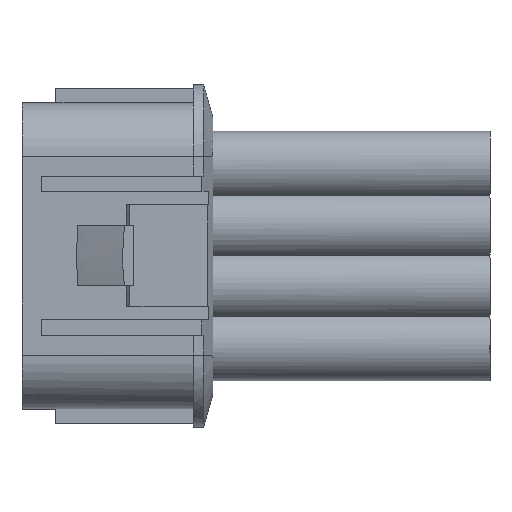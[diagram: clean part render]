
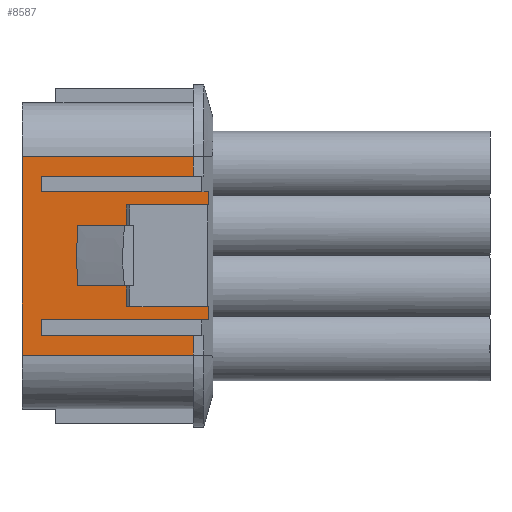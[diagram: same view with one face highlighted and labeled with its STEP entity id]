
A CAD part, top view. The second image highlights one B-rep face of the part: STEP entity #8587.
In plain terms, the highlighted planar face has unit normal (0, 0, 1).
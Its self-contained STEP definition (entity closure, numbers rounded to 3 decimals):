
#8536=AXIS2_PLACEMENT_3D('Plane Axis2P3D',#8533,#8534,#8535) ;
#668=CARTESIAN_POINT('Vertex',(-11.6,-6.1,12.35)) ;
#671=CARTESIAN_POINT('Line Origine',(-5.8,-6.1,12.35)) ;
#675=CARTESIAN_POINT('Vertex',(0.,-6.1,12.35)) ;
#715=CARTESIAN_POINT('Vertex',(1.188,-3.9,12.35)) ;
#718=CARTESIAN_POINT('Line Origine',(1.188,-4.4,12.35)) ;
#722=CARTESIAN_POINT('Vertex',(1.188,-4.9,12.35)) ;
#776=CARTESIAN_POINT('Vertex',(1.188,4.9,12.35)) ;
#779=CARTESIAN_POINT('Line Origine',(1.188,4.4,12.35)) ;
#783=CARTESIAN_POINT('Vertex',(1.188,3.9,12.35)) ;
#826=CARTESIAN_POINT('Vertex',(-11.6,-4.9,12.35)) ;
#829=CARTESIAN_POINT('Line Origine',(-11.6,-5.5,12.35)) ;
#857=CARTESIAN_POINT('Vertex',(-11.6,4.9,12.35)) ;
#860=CARTESIAN_POINT('Line Origine',(-5.206,4.9,12.35)) ;
#912=CARTESIAN_POINT('Vertex',(-5.125,-3.9,12.35)) ;
#915=CARTESIAN_POINT('Line Origine',(-1.969,-3.9,12.35)) ;
#983=CARTESIAN_POINT('Line Origine',(-11.6,5.5,12.35)) ;
#987=CARTESIAN_POINT('Vertex',(-11.6,6.1,12.35)) ;
#1007=CARTESIAN_POINT('Line Origine',(-5.125,-3.1,12.35)) ;
#1011=CARTESIAN_POINT('Vertex',(-5.125,-2.3,12.35)) ;
#1035=CARTESIAN_POINT('Vertex',(-8.817,2.3,12.35)) ;
#1056=CARTESIAN_POINT('Vertex',(-5.125,2.3,12.35)) ;
#1059=CARTESIAN_POINT('Line Origine',(-6.971,2.3,12.35)) ;
#1077=CARTESIAN_POINT('Vertex',(-5.125,3.9,12.35)) ;
#1080=CARTESIAN_POINT('Line Origine',(-5.125,3.1,12.35)) ;
#4182=CARTESIAN_POINT('Vertex',(-13.1,7.6,12.35)) ;
#4185=CARTESIAN_POINT('Line Origine',(-6.35,7.6,12.35)) ;
#4189=CARTESIAN_POINT('Vertex',(0.,7.6,12.35)) ;
#4407=CARTESIAN_POINT('Vertex',(-13.1,-7.6,12.35)) ;
#4410=CARTESIAN_POINT('Line Origine',(-13.1,0.,12.35)) ;
#7264=CARTESIAN_POINT('Vertex',(0.,-7.6,12.35)) ;
#7267=CARTESIAN_POINT('Line Origine',(-6.35,-7.6,12.35)) ;
#8308=CARTESIAN_POINT('Control Point',(-8.817,2.3,12.35)) ;
#8309=CARTESIAN_POINT('Control Point',(-8.87,1.842,12.35)) ;
#8310=CARTESIAN_POINT('Control Point',(-8.91,1.383,12.35)) ;
#8311=CARTESIAN_POINT('Control Point',(-8.937,0.922,12.35)) ;
#8312=CARTESIAN_POINT('Control Point',(-8.95,0.461,12.35)) ;
#8313=CARTESIAN_POINT('Control Point',(-8.95,0.,12.35)) ;
#8314=CARTESIAN_POINT('Vertex',(-8.95,0.,12.35)) ;
#8318=CARTESIAN_POINT('Control Point',(-8.95,0.,12.35)) ;
#8319=CARTESIAN_POINT('Control Point',(-8.95,-0.461,12.35)) ;
#8320=CARTESIAN_POINT('Control Point',(-8.937,-0.922,12.35)) ;
#8321=CARTESIAN_POINT('Control Point',(-8.91,-1.383,12.35)) ;
#8322=CARTESIAN_POINT('Control Point',(-8.87,-1.842,12.35)) ;
#8323=CARTESIAN_POINT('Control Point',(-8.817,-2.3,12.35)) ;
#8324=CARTESIAN_POINT('Vertex',(-8.818,-2.3,12.35)) ;
#8379=CARTESIAN_POINT('Line Origine',(-6.971,-2.3,12.35)) ;
#8415=CARTESIAN_POINT('Line Origine',(-5.206,-4.9,12.35)) ;
#8492=CARTESIAN_POINT('Vertex',(0.,6.1,12.35)) ;
#8495=CARTESIAN_POINT('Line Origine',(-5.8,6.1,12.35)) ;
#8514=CARTESIAN_POINT('Line Origine',(-1.969,3.9,12.35)) ;
#8533=CARTESIAN_POINT('Axis2P3D Location',(-0.2,0.,12.35)) ;
#8538=CARTESIAN_POINT('Line Origine',(0.,6.6,12.35)) ;
#8542=CARTESIAN_POINT('Vertex',(0.,7.1,12.35)) ;
#8545=CARTESIAN_POINT('Line Origine',(0.,7.35,12.35)) ;
#8550=CARTESIAN_POINT('Line Origine',(0.,-7.35,12.35)) ;
#8554=CARTESIAN_POINT('Vertex',(0.,-7.1,12.35)) ;
#8557=CARTESIAN_POINT('Line Origine',(0.,-6.6,12.35)) ;
#672=DIRECTION('Vector Direction',(1.,0.,0.)) ;
#719=DIRECTION('Vector Direction',(0.,-1.,0.)) ;
#780=DIRECTION('Vector Direction',(0.,-1.,0.)) ;
#830=DIRECTION('Vector Direction',(0.,1.,0.)) ;
#861=DIRECTION('Vector Direction',(1.,0.,0.)) ;
#916=DIRECTION('Vector Direction',(-1.,0.,0.)) ;
#984=DIRECTION('Vector Direction',(0.,1.,0.)) ;
#1008=DIRECTION('Vector Direction',(0.,1.,0.)) ;
#1060=DIRECTION('Vector Direction',(1.,0.,0.)) ;
#1081=DIRECTION('Vector Direction',(0.,1.,0.)) ;
#4186=DIRECTION('Vector Direction',(-1.,0.,0.)) ;
#4411=DIRECTION('Vector Direction',(0.,-1.,0.)) ;
#7268=DIRECTION('Vector Direction',(1.,0.,0.)) ;
#8380=DIRECTION('Vector Direction',(1.,0.,0.)) ;
#8416=DIRECTION('Vector Direction',(1.,0.,0.)) ;
#8496=DIRECTION('Vector Direction',(1.,0.,0.)) ;
#8515=DIRECTION('Vector Direction',(-1.,0.,0.)) ;
#8534=DIRECTION('Axis2P3D Direction',(0.,-0.,1.)) ;
#8535=DIRECTION('Axis2P3D XDirection',(0.,1.,0.)) ;
#8539=DIRECTION('Vector Direction',(0.,1.,0.)) ;
#8546=DIRECTION('Vector Direction',(0.,1.,0.)) ;
#8551=DIRECTION('Vector Direction',(0.,1.,0.)) ;
#8558=DIRECTION('Vector Direction',(0.,1.,0.)) ;
#673=VECTOR('Line Direction',#672,1.) ;
#720=VECTOR('Line Direction',#719,1.) ;
#781=VECTOR('Line Direction',#780,1.) ;
#831=VECTOR('Line Direction',#830,1.) ;
#862=VECTOR('Line Direction',#861,1.) ;
#917=VECTOR('Line Direction',#916,1.) ;
#985=VECTOR('Line Direction',#984,1.) ;
#1009=VECTOR('Line Direction',#1008,1.) ;
#1061=VECTOR('Line Direction',#1060,1.) ;
#1082=VECTOR('Line Direction',#1081,1.) ;
#4187=VECTOR('Line Direction',#4186,1.) ;
#4412=VECTOR('Line Direction',#4411,1.) ;
#7269=VECTOR('Line Direction',#7268,1.) ;
#8381=VECTOR('Line Direction',#8380,1.) ;
#8417=VECTOR('Line Direction',#8416,1.) ;
#8497=VECTOR('Line Direction',#8496,1.) ;
#8516=VECTOR('Line Direction',#8515,1.) ;
#8540=VECTOR('Line Direction',#8539,1.) ;
#8547=VECTOR('Line Direction',#8546,1.) ;
#8552=VECTOR('Line Direction',#8551,1.) ;
#8559=VECTOR('Line Direction',#8558,1.) ;
#8563=ORIENTED_EDGE('',*,*,#8499,.T.) ;
#8564=ORIENTED_EDGE('',*,*,#8544,.T.) ;
#8565=ORIENTED_EDGE('',*,*,#8549,.T.) ;
#8566=ORIENTED_EDGE('',*,*,#4191,.F.) ;
#8567=ORIENTED_EDGE('',*,*,#4414,.F.) ;
#8568=ORIENTED_EDGE('',*,*,#7271,.T.) ;
#8569=ORIENTED_EDGE('',*,*,#8556,.F.) ;
#8570=ORIENTED_EDGE('',*,*,#8561,.F.) ;
#8571=ORIENTED_EDGE('',*,*,#677,.F.) ;
#8572=ORIENTED_EDGE('',*,*,#833,.F.) ;
#8573=ORIENTED_EDGE('',*,*,#8419,.T.) ;
#8574=ORIENTED_EDGE('',*,*,#724,.F.) ;
#8575=ORIENTED_EDGE('',*,*,#919,.T.) ;
#8576=ORIENTED_EDGE('',*,*,#1013,.T.) ;
#8577=ORIENTED_EDGE('',*,*,#8383,.F.) ;
#8578=ORIENTED_EDGE('',*,*,#8326,.F.) ;
#8579=ORIENTED_EDGE('',*,*,#8316,.T.) ;
#8580=ORIENTED_EDGE('',*,*,#1063,.T.) ;
#8581=ORIENTED_EDGE('',*,*,#1084,.T.) ;
#8582=ORIENTED_EDGE('',*,*,#8518,.F.) ;
#8583=ORIENTED_EDGE('',*,*,#785,.F.) ;
#8584=ORIENTED_EDGE('',*,*,#864,.F.) ;
#8585=ORIENTED_EDGE('',*,*,#989,.T.) ;
#8587=ADVANCED_FACE('HX060-8M',(#8586),#8537,.T.) ;
#8307=B_SPLINE_CURVE_WITH_KNOTS('',5,(#8308,#8309,#8310,#8311,#8312,#8313),.UNSPECIFIED.,.F.,.U.,(6,6),(1.722,4.03),.UNSPECIFIED.) ;
#8317=B_SPLINE_CURVE_WITH_KNOTS('',5,(#8318,#8319,#8320,#8321,#8322,#8323),.UNSPECIFIED.,.F.,.U.,(6,6),(4.03,6.337),.UNSPECIFIED.) ;
#677=EDGE_CURVE('',#669,#676,#674,.T.) ;
#724=EDGE_CURVE('',#716,#723,#721,.T.) ;
#785=EDGE_CURVE('',#777,#784,#782,.T.) ;
#833=EDGE_CURVE('',#827,#669,#832,.F.) ;
#864=EDGE_CURVE('',#858,#777,#863,.T.) ;
#919=EDGE_CURVE('',#716,#913,#918,.T.) ;
#989=EDGE_CURVE('',#858,#988,#986,.T.) ;
#1013=EDGE_CURVE('',#913,#1012,#1010,.T.) ;
#1063=EDGE_CURVE('',#1036,#1057,#1062,.T.) ;
#1084=EDGE_CURVE('',#1057,#1078,#1083,.T.) ;
#4191=EDGE_CURVE('',#4183,#4190,#4188,.F.) ;
#4414=EDGE_CURVE('',#4408,#4183,#4413,.F.) ;
#7271=EDGE_CURVE('',#4408,#7265,#7270,.T.) ;
#8316=EDGE_CURVE('',#8315,#1036,#8307,.F.) ;
#8326=EDGE_CURVE('',#8315,#8325,#8317,.T.) ;
#8383=EDGE_CURVE('',#8325,#1012,#8382,.T.) ;
#8419=EDGE_CURVE('',#827,#723,#8418,.T.) ;
#8499=EDGE_CURVE('',#988,#8493,#8498,.T.) ;
#8518=EDGE_CURVE('',#784,#1078,#8517,.T.) ;
#8544=EDGE_CURVE('',#8493,#8543,#8541,.T.) ;
#8549=EDGE_CURVE('',#8543,#4190,#8548,.T.) ;
#8556=EDGE_CURVE('',#8555,#7265,#8553,.F.) ;
#8561=EDGE_CURVE('',#676,#8555,#8560,.F.) ;
#8562=EDGE_LOOP('',(#8563,#8564,#8565,#8566,#8567,#8568,#8569,#8570,#8571,#8572,#8573,#8574,#8575,#8576,#8577,#8578,#8579,#8580,#8581,#8582,#8583,#8584,#8585)) ;
#8586=FACE_OUTER_BOUND('',#8562,.T.) ;
#674=LINE('Line',#671,#673) ;
#721=LINE('Line',#718,#720) ;
#782=LINE('Line',#779,#781) ;
#832=LINE('Line',#829,#831) ;
#863=LINE('Line',#860,#862) ;
#918=LINE('Line',#915,#917) ;
#986=LINE('Line',#983,#985) ;
#1010=LINE('Line',#1007,#1009) ;
#1062=LINE('Line',#1059,#1061) ;
#1083=LINE('Line',#1080,#1082) ;
#4188=LINE('Line',#4185,#4187) ;
#4413=LINE('Line',#4410,#4412) ;
#7270=LINE('Line',#7267,#7269) ;
#8382=LINE('Line',#8379,#8381) ;
#8418=LINE('Line',#8415,#8417) ;
#8498=LINE('Line',#8495,#8497) ;
#8517=LINE('Line',#8514,#8516) ;
#8541=LINE('Line',#8538,#8540) ;
#8548=LINE('Line',#8545,#8547) ;
#8553=LINE('Line',#8550,#8552) ;
#8560=LINE('Line',#8557,#8559) ;
#8537=PLANE('',#8536) ;
#669=VERTEX_POINT('',#668) ;
#676=VERTEX_POINT('',#675) ;
#716=VERTEX_POINT('',#715) ;
#723=VERTEX_POINT('',#722) ;
#777=VERTEX_POINT('',#776) ;
#784=VERTEX_POINT('',#783) ;
#827=VERTEX_POINT('',#826) ;
#858=VERTEX_POINT('',#857) ;
#913=VERTEX_POINT('',#912) ;
#988=VERTEX_POINT('',#987) ;
#1012=VERTEX_POINT('',#1011) ;
#1036=VERTEX_POINT('',#1035) ;
#1057=VERTEX_POINT('',#1056) ;
#1078=VERTEX_POINT('',#1077) ;
#4183=VERTEX_POINT('',#4182) ;
#4190=VERTEX_POINT('',#4189) ;
#4408=VERTEX_POINT('',#4407) ;
#7265=VERTEX_POINT('',#7264) ;
#8315=VERTEX_POINT('',#8314) ;
#8325=VERTEX_POINT('',#8324) ;
#8493=VERTEX_POINT('',#8492) ;
#8543=VERTEX_POINT('',#8542) ;
#8555=VERTEX_POINT('',#8554) ;
